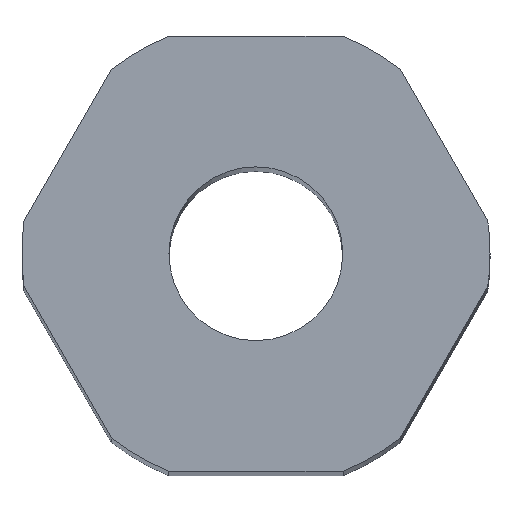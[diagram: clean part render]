
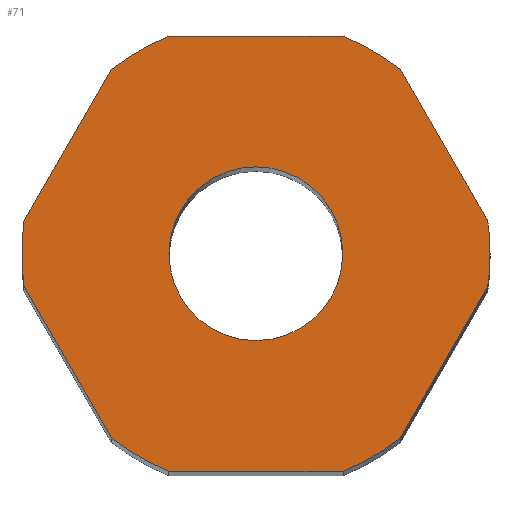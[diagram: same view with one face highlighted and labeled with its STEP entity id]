
A CAD part, top view. The second image highlights one B-rep face of the part: STEP entity #71.
In plain terms, the highlighted planar face has unit normal (0, 0, 1).
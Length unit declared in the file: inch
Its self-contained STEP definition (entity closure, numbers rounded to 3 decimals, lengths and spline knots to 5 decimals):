
#11 = EDGE_CURVE ( 'NONE', #42, #233, #589, .T. ) ;
#14 = DIRECTION ( 'NONE',  ( 0., 0., 1. ) ) ;
#17 = EDGE_CURVE ( 'NONE', #227, #392, #508, .T. ) ;
#20 = DIRECTION ( 'NONE',  ( 0., 0., 1. ) ) ;
#29 = CARTESIAN_POINT ( 'NONE',  ( 0., 0., -6. ) ) ;
#31 = CARTESIAN_POINT ( 'NONE',  ( -0.26776, -0.03823, -6. ) ) ;
#32 = CARTESIAN_POINT ( 'NONE',  ( 0.10077, 0.251, -6. ) ) ;
#38 = CARTESIAN_POINT ( 'NONE',  ( 0.26776, 0.03823, -6. ) ) ;
#42 = VERTEX_POINT ( 'NONE', #32 ) ;
#47 = EDGE_CURVE ( 'NONE', #476, #56, #52, .T. ) ;
#48 = DIRECTION ( 'NONE',  ( 1., 0., 0. ) ) ;
#50 = CARTESIAN_POINT ( 'NONE',  ( 0.26776, 0.03823, -6. ) ) ;
#52 = LINE ( 'NONE', #536, #353 ) ;
#56 = VERTEX_POINT ( 'NONE', #534 ) ;
#67 = ORIENTED_EDGE ( 'NONE', *, *, #408, .T. ) ;
#71 = ADVANCED_FACE ( 'NONE', ( #564, #294 ), #493, .T. ) ;
#73 = CARTESIAN_POINT ( 'NONE',  ( 0.16699, 0.21277, -6. ) ) ;
#77 = DIRECTION ( 'NONE',  ( 1., 0., 0. ) ) ;
#78 = DIRECTION ( 'NONE',  ( 1., 0., 0. ) ) ;
#87 = EDGE_CURVE ( 'NONE', #134, #117, #122, .T. ) ;
#93 = DIRECTION ( 'NONE',  ( 1., 0., 0. ) ) ;
#102 = CARTESIAN_POINT ( 'NONE',  ( 0., 0., -6. ) ) ;
#103 = EDGE_CURVE ( 'NONE', #146, #42, #402, .T. ) ;
#109 = VECTOR ( 'NONE', #324, 39.37008 ) ;
#111 = AXIS2_PLACEMENT_3D ( 'NONE', #188, #552, #93 ) ;
#113 = CIRCLE ( 'NONE', #495, 0.27047 ) ;
#117 = VERTEX_POINT ( 'NONE', #401 ) ;
#122 = CIRCLE ( 'NONE', #331, 0.10039 ) ;
#127 = EDGE_CURVE ( 'NONE', #392, #204, #531, .T. ) ;
#134 = VERTEX_POINT ( 'NONE', #262 ) ;
#136 = VECTOR ( 'NONE', #466, 39.37008 ) ;
#141 = CARTESIAN_POINT ( 'NONE',  ( 0., 0., -6. ) ) ;
#146 = VERTEX_POINT ( 'NONE', #73 ) ;
#147 = CARTESIAN_POINT ( 'NONE',  ( 0.16699, -0.21277, -6. ) ) ;
#148 = ORIENTED_EDGE ( 'NONE', *, *, #127, .T. ) ;
#157 = VECTOR ( 'NONE', #356, 39.37008 ) ;
#164 = CARTESIAN_POINT ( 'NONE',  ( 0., 0., -6. ) ) ;
#167 = LINE ( 'NONE', #50, #109 ) ;
#168 = CARTESIAN_POINT ( 'NONE',  ( -0.10077, -0.251, -6. ) ) ;
#180 = CIRCLE ( 'NONE', #360, 0.27047 ) ;
#182 = DIRECTION ( 'NONE',  ( 0., 0., 1. ) ) ;
#184 = CARTESIAN_POINT ( 'NONE',  ( -0.16699, 0.21277, -6. ) ) ;
#187 = AXIS2_PLACEMENT_3D ( 'NONE', #29, #20, #388 ) ;
#188 = CARTESIAN_POINT ( 'NONE',  ( 0., 0., -6. ) ) ;
#192 = ORIENTED_EDGE ( 'NONE', *, *, #17, .T. ) ;
#194 = ORIENTED_EDGE ( 'NONE', *, *, #11, .T. ) ;
#204 = VERTEX_POINT ( 'NONE', #498 ) ;
#218 = CARTESIAN_POINT ( 'NONE',  ( -0.10077, 0.251, -6. ) ) ;
#224 = CARTESIAN_POINT ( 'NONE',  ( -0.10077, -0.251, -6. ) ) ;
#227 = VERTEX_POINT ( 'NONE', #596 ) ;
#228 = DIRECTION ( 'NONE',  ( 0., 0., 1. ) ) ;
#229 = AXIS2_PLACEMENT_3D ( 'NONE', #512, #14, #517 ) ;
#233 = VERTEX_POINT ( 'NONE', #218 ) ;
#243 = DIRECTION ( 'NONE',  ( 0., 0., 1. ) ) ;
#251 = VERTEX_POINT ( 'NONE', #414 ) ;
#262 = CARTESIAN_POINT ( 'NONE',  ( 0.10039, 0., -6. ) ) ;
#265 = CIRCLE ( 'NONE', #229, 0.27047 ) ;
#273 = EDGE_LOOP ( 'NONE', ( #572, #327 ) ) ;
#279 = AXIS2_PLACEMENT_3D ( 'NONE', #354, #445, #77 ) ;
#280 = CARTESIAN_POINT ( 'NONE',  ( -0.26776, -0.03823, -6. ) ) ;
#286 = VERTEX_POINT ( 'NONE', #38 ) ;
#287 = DIRECTION ( 'NONE',  ( 1., 0., 0. ) ) ;
#290 = DIRECTION ( 'NONE',  ( 1., 0., 0. ) ) ;
#292 = AXIS2_PLACEMENT_3D ( 'NONE', #366, #228, #48 ) ;
#294 = FACE_BOUND ( 'NONE', #273, .T. ) ;
#296 = VERTEX_POINT ( 'NONE', #449 ) ;
#301 = EDGE_CURVE ( 'NONE', #336, #251, #325, .T. ) ;
#303 = DIRECTION ( 'NONE',  ( 0., 0., 1. ) ) ;
#309 = DIRECTION ( 'NONE',  ( 0., 0., -1. ) ) ;
#324 = DIRECTION ( 'NONE',  ( -0.5, 0.866, 0. ) ) ;
#325 = LINE ( 'NONE', #224, #157 ) ;
#326 = ORIENTED_EDGE ( 'NONE', *, *, #385, .T. ) ;
#327 = ORIENTED_EDGE ( 'NONE', *, *, #391, .T. ) ;
#328 = ORIENTED_EDGE ( 'NONE', *, *, #430, .T. ) ;
#331 = AXIS2_PLACEMENT_3D ( 'NONE', #588, #309, #78 ) ;
#335 = DIRECTION ( 'NONE',  ( 0., 0., 1. ) ) ;
#336 = VERTEX_POINT ( 'NONE', #168 ) ;
#338 = CARTESIAN_POINT ( 'NONE',  ( 0., 0., -6. ) ) ;
#348 = CARTESIAN_POINT ( 'NONE',  ( 0.10077, 0.251, -6. ) ) ;
#353 = VECTOR ( 'NONE', #397, 39.37008 ) ;
#354 = CARTESIAN_POINT ( 'NONE',  ( 0., 0., -6. ) ) ;
#356 = DIRECTION ( 'NONE',  ( 1., 0., 0. ) ) ;
#357 = ORIENTED_EDGE ( 'NONE', *, *, #400, .T. ) ;
#360 = AXIS2_PLACEMENT_3D ( 'NONE', #102, #335, #287 ) ;
#362 = EDGE_CURVE ( 'NONE', #286, #146, #167, .T. ) ;
#364 = ORIENTED_EDGE ( 'NONE', *, *, #372, .T. ) ;
#366 = CARTESIAN_POINT ( 'NONE',  ( 0., 0., -6. ) ) ;
#367 = CARTESIAN_POINT ( 'NONE',  ( 0.27047, 0., -6. ) ) ;
#372 = EDGE_CURVE ( 'NONE', #251, #476, #515, .T. ) ;
#379 = VERTEX_POINT ( 'NONE', #367 ) ;
#385 = EDGE_CURVE ( 'NONE', #296, #227, #574, .T. ) ;
#388 = DIRECTION ( 'NONE',  ( 1., 0., 0. ) ) ;
#391 = EDGE_CURVE ( 'NONE', #117, #134, #503, .T. ) ;
#392 = VERTEX_POINT ( 'NONE', #280 ) ;
#397 = DIRECTION ( 'NONE',  ( 0.5, 0.866, 0. ) ) ;
#400 = EDGE_CURVE ( 'NONE', #379, #286, #113, .T. ) ;
#401 = CARTESIAN_POINT ( 'NONE',  ( -0.10039, 0., -6. ) ) ;
#402 = CIRCLE ( 'NONE', #279, 0.27047 ) ;
#408 = EDGE_CURVE ( 'NONE', #204, #336, #265, .T. ) ;
#413 = ORIENTED_EDGE ( 'NONE', *, *, #103, .T. ) ;
#414 = CARTESIAN_POINT ( 'NONE',  ( 0.10077, -0.251, -6. ) ) ;
#418 = VECTOR ( 'NONE', #447, 39.37008 ) ;
#430 = EDGE_CURVE ( 'NONE', #56, #379, #180, .T. ) ;
#443 = ORIENTED_EDGE ( 'NONE', *, *, #47, .T. ) ;
#445 = DIRECTION ( 'NONE',  ( 0., 0., 1. ) ) ;
#447 = DIRECTION ( 'NONE',  ( 0.5, -0.866, 0. ) ) ;
#449 = CARTESIAN_POINT ( 'NONE',  ( -0.16699, 0.21277, -6. ) ) ;
#466 = DIRECTION ( 'NONE',  ( -0.5, -0.866, 0. ) ) ;
#470 = DIRECTION ( 'NONE',  ( 1., 0., 0. ) ) ;
#476 = VERTEX_POINT ( 'NONE', #147 ) ;
#482 = EDGE_LOOP ( 'NONE', ( #328, #357, #557, #413, #194, #566, #326, #192, #148, #67, #526, #364, #443 ) ) ;
#484 = CIRCLE ( 'NONE', #575, 0.27047 ) ;
#493 = PLANE ( 'NONE',  #554 ) ;
#495 = AXIS2_PLACEMENT_3D ( 'NONE', #141, #182, #470 ) ;
#498 = CARTESIAN_POINT ( 'NONE',  ( -0.16699, -0.21277, -6. ) ) ;
#503 = CIRCLE ( 'NONE', #111, 0.10039 ) ;
#504 = VECTOR ( 'NONE', #525, 39.37008 ) ;
#508 = CIRCLE ( 'NONE', #187, 0.27047 ) ;
#512 = CARTESIAN_POINT ( 'NONE',  ( 0., 0., -6. ) ) ;
#515 = CIRCLE ( 'NONE', #292, 0.27047 ) ;
#517 = DIRECTION ( 'NONE',  ( 1., 0., 0. ) ) ;
#525 = DIRECTION ( 'NONE',  ( -1., 0., 0. ) ) ;
#526 = ORIENTED_EDGE ( 'NONE', *, *, #301, .T. ) ;
#531 = LINE ( 'NONE', #31, #418 ) ;
#534 = CARTESIAN_POINT ( 'NONE',  ( 0.26776, -0.03823, -6. ) ) ;
#536 = CARTESIAN_POINT ( 'NONE',  ( 0.16699, -0.21277, -6. ) ) ;
#537 = EDGE_CURVE ( 'NONE', #233, #296, #484, .T. ) ;
#552 = DIRECTION ( 'NONE',  ( 0., 0., -1. ) ) ;
#554 = AXIS2_PLACEMENT_3D ( 'NONE', #164, #303, #583 ) ;
#557 = ORIENTED_EDGE ( 'NONE', *, *, #362, .T. ) ;
#564 = FACE_OUTER_BOUND ( 'NONE', #482, .T. ) ;
#566 = ORIENTED_EDGE ( 'NONE', *, *, #537, .T. ) ;
#572 = ORIENTED_EDGE ( 'NONE', *, *, #87, .T. ) ;
#574 = LINE ( 'NONE', #184, #136 ) ;
#575 = AXIS2_PLACEMENT_3D ( 'NONE', #338, #243, #290 ) ;
#583 = DIRECTION ( 'NONE',  ( 1., 0., 0. ) ) ;
#588 = CARTESIAN_POINT ( 'NONE',  ( 0., 0., -6. ) ) ;
#589 = LINE ( 'NONE', #348, #504 ) ;
#596 = CARTESIAN_POINT ( 'NONE',  ( -0.26776, 0.03823, -6. ) ) ;
